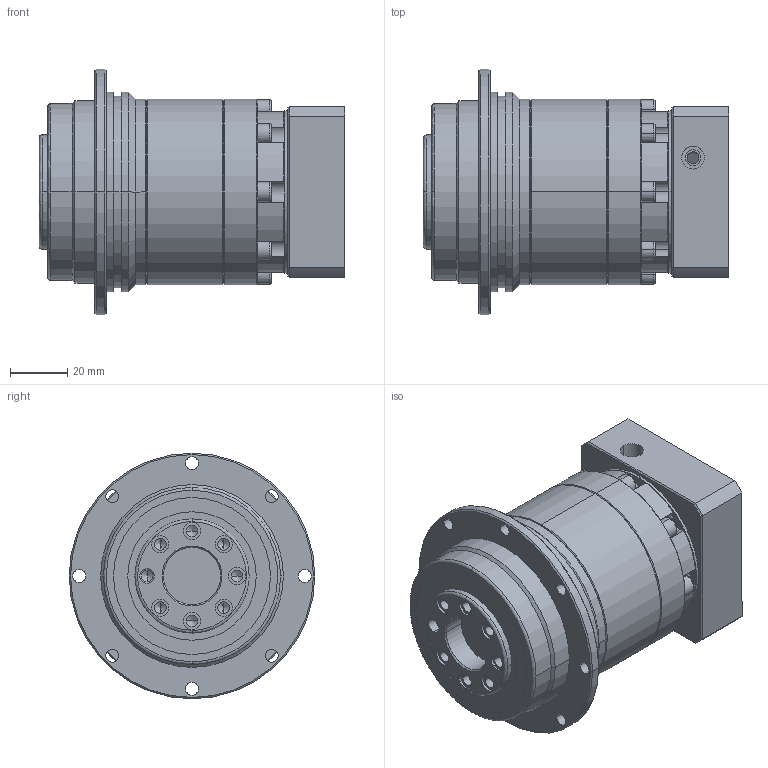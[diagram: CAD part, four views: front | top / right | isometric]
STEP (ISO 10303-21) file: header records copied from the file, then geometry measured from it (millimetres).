
FILE_DESCRIPTION (( 'STEP AP214' ), '1' );
FILE_NAME ('SD064-L2-8-30-45M3.STEP', '2022-02-19T07:51:57', ( 'admin' ), ( '' ), 'SwSTEP 2.0', 'SolidWorks 2013', '' );
FILE_SCHEMA (( 'AUTOMOTIVE_DESIGN' ));
Length unit declared in the file: millimetre
Products named in the file (5): 60_X2_8F9351656CD55170_X0_-30-45M3; 14_X2_8F6C_X0_8; PB060-L2_X2_58F34F537AEF_X0_-14; SD064-L2-8-30-45M3; SD064
Assembly tree (4 placements, depth 2):
  SD064-L2-8-30-45M3
    PB060-L2_X2_58F34F537AEF_X0_-14
    14_X2_8F6C_X0_8
    60_X2_8F9351656CD55170_X0_-30-45M3
    SD064
Bounding box: 107 x 86 x 86 mm (x, y, z)
Volume: 282396.8 mm3; surface area: 73193.6 mm2
Topology: 5 solids, 5 shells, 682 faces, 1636 edges, 991 vertices
Faces by surface type: cylinder 260, plane 240, cone 138, bspline 44
Entity records: 28306 total; most frequent: CARTESIAN_POINT 4938, DIRECTION 3399, ORIENTED_EDGE 3136, EDGE_CURVE 1568, AXIS2_PLACEMENT_3D 1302, VERTEX_POINT 991, EDGE_LOOP 811, VECTOR 795
